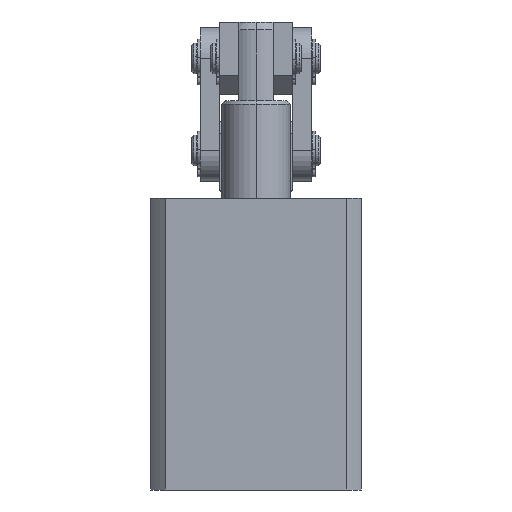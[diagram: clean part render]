
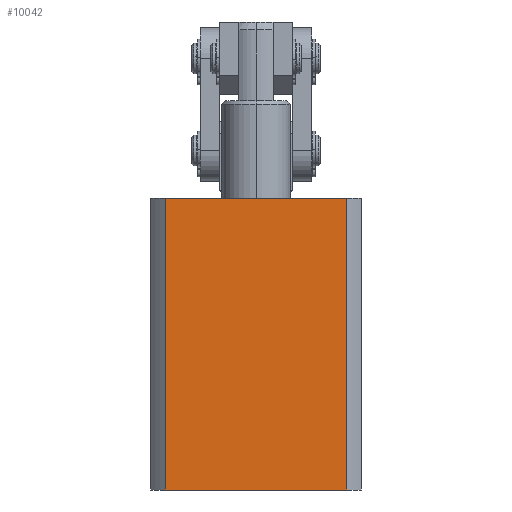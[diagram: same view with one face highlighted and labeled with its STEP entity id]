
A CAD part, left-side view. The second image highlights one B-rep face of the part: STEP entity #10042.
In plain terms, the highlighted planar face has unit normal (-1, 0, 0).
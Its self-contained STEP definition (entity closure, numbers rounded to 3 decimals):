
#1176 = DIRECTION ( 'NONE',  ( 0., 0., -1. ) ) ;
#1177 = DIRECTION ( 'NONE',  ( 1., 0., 0. ) ) ;
#1179 = PLANE ( 'NONE',  #11215 ) ;
#1186 = CARTESIAN_POINT ( 'NONE',  ( -27.5, 0., 76. ) ) ;
#2917 = CARTESIAN_POINT ( 'NONE',  ( -27.5, 0., 0. ) ) ;
#2918 = DIRECTION ( 'NONE',  ( 0., -1., 0. ) ) ;
#2945 = CARTESIAN_POINT ( 'NONE',  ( -27.5, 0., 76. ) ) ;
#2963 = DIRECTION ( 'NONE',  ( 0., -1., 0. ) ) ;
#3033 = CARTESIAN_POINT ( 'NONE',  ( -27.5, 23.618, 76. ) ) ;
#3044 = DIRECTION ( 'NONE',  ( 0., 0., -1. ) ) ;
#3088 = CARTESIAN_POINT ( 'NONE',  ( -27.5, -23.618, 76. ) ) ;
#3090 = DIRECTION ( 'NONE',  ( 0., 0., -1. ) ) ;
#5356 = CARTESIAN_POINT ( 'NONE',  ( -27.5, -23.618, 0. ) ) ;
#5360 = CARTESIAN_POINT ( 'NONE',  ( -27.5, -23.618, 76. ) ) ;
#5389 = CARTESIAN_POINT ( 'NONE',  ( -27.5, 23.618, 76. ) ) ;
#5411 = CARTESIAN_POINT ( 'NONE',  ( -27.5, 23.618, 0. ) ) ;
#5969 = FACE_OUTER_BOUND ( 'NONE', #6834, .T. ) ;
#6185 = VECTOR ( 'NONE', #3090, 1000. ) ;
#6197 = LINE ( 'NONE', #3088, #6185 ) ;
#6560 = ORIENTED_EDGE ( 'NONE', *, *, #10594, .T. ) ;
#6562 = ORIENTED_EDGE ( 'NONE', *, *, #10613, .F. ) ;
#6563 = ORIENTED_EDGE ( 'NONE', *, *, #10569, .F. ) ;
#6567 = ORIENTED_EDGE ( 'NONE', *, *, #10560, .T. ) ;
#6834 = EDGE_LOOP ( 'NONE', ( #6567, #6562, #6563, #6560 ) ) ;
#7541 = LINE ( 'NONE', #3033, #7543 ) ;
#7543 = VECTOR ( 'NONE', #3044, 1000. ) ;
#7581 = VECTOR ( 'NONE', #2963, 1000. ) ;
#7626 = LINE ( 'NONE', #2917, #7643 ) ;
#7640 = LINE ( 'NONE', #2945, #7581 ) ;
#7643 = VECTOR ( 'NONE', #2918, 1000. ) ;
#8132 = VERTEX_POINT ( 'NONE', #5411 ) ;
#8447 = VERTEX_POINT ( 'NONE', #5389 ) ;
#8576 = VERTEX_POINT ( 'NONE', #5360 ) ;
#8591 = VERTEX_POINT ( 'NONE', #5356 ) ;
#10042 = ADVANCED_FACE ( 'NONE', ( #5969 ), #1179, .F. ) ;
#10560 = EDGE_CURVE ( 'NONE', #8132, #8591, #7626, .T. ) ;
#10569 = EDGE_CURVE ( 'NONE', #8447, #8576, #7640, .T. ) ;
#10594 = EDGE_CURVE ( 'NONE', #8447, #8132, #7541, .T. ) ;
#10613 = EDGE_CURVE ( 'NONE', #8576, #8591, #6197, .T. ) ;
#11215 = AXIS2_PLACEMENT_3D ( 'NONE', #1186, #1177, #1176 ) ;
